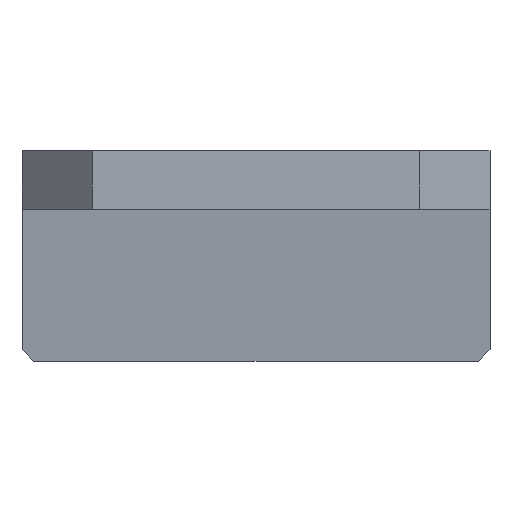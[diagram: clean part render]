
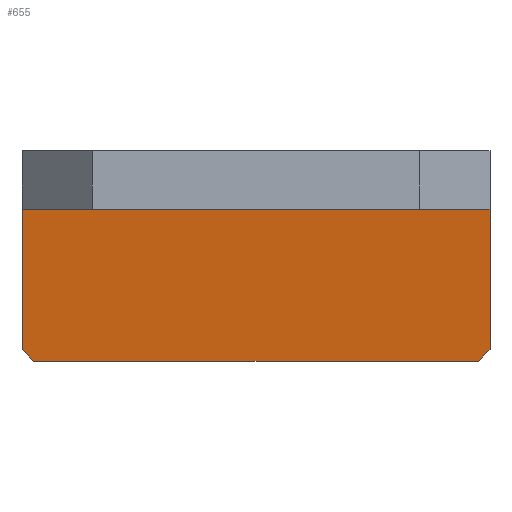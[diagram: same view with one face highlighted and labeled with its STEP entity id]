
A CAD part, left-side view. The second image highlights one B-rep face of the part: STEP entity #655.
In plain terms, the highlighted planar face has unit normal (-0.993, 0, -0.122).
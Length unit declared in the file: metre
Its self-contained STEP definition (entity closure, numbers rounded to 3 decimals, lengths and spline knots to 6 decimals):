
#393 = EDGE_CURVE( '', #1057, #1058, #1059, .T. );
#471 = EDGE_CURVE( '', #1189, #1190, #1191, .T. );
#609 = EDGE_CURVE( '', #1058, #1384, #1391, .T. );
#655 = ADVANCED_FACE( '', ( #1449 ), #1450, .T. );
#691 = EDGE_CURVE( '', #1050, #1384, #1494, .T. );
#761 = EDGE_CURVE( '', #1345, #1050, #1584, .T. );
#793 = EDGE_CURVE( '', #1452, #1057, #1624, .T. );
#863 = EDGE_CURVE( '', #1189, #1452, #1703, .T. );
#925 = EDGE_CURVE( '', #1190, #1345, #1777, .T. );
#1050 = VERTEX_POINT( '', #1923 );
#1057 = VERTEX_POINT( '', #1934 );
#1058 = VERTEX_POINT( '', #1935 );
#1059 = LINE( '', #1936, #1937 );
#1189 = VERTEX_POINT( '', #2128 );
#1190 = VERTEX_POINT( '', #2129 );
#1191 = LINE( '', #2130, #2131 );
#1345 = VERTEX_POINT( '', #2356 );
#1384 = VERTEX_POINT( '', #2417 );
#1391 = LINE( '', #2428, #2429 );
#1449 = FACE_OUTER_BOUND( '', #2516, .T. );
#1450 = PLANE( '', #2517 );
#1452 = VERTEX_POINT( '', #2520 );
#1494 = LINE( '', #2594, #2595 );
#1584 = LINE( '', #2729, #2730 );
#1624 = LINE( '', #2793, #2794 );
#1703 = LINE( '', #2924, #2925 );
#1777 = LINE( '', #3035, #3036 );
#1923 = CARTESIAN_POINT( '', ( 0.00574, 0.003785, 0.014986 ) );
#1934 = CARTESIAN_POINT( '', ( 0.006146, 0.004801, 0.011684 ) );
#1935 = CARTESIAN_POINT( '', ( 0.006115, 0.005055, 0.011938 ) );
#1936 = CARTESIAN_POINT( '', ( 0.006448, 0.002343, 0.009227 ) );
#1937 = VECTOR( '', #3185, 1. );
#2128 = CARTESIAN_POINT( '', ( 0.006115, -0.005105, 0.011938 ) );
#2129 = CARTESIAN_POINT( '', ( 0.00574, -0.005105, 0.014986 ) );
#2130 = CARTESIAN_POINT( '', ( 0.006146, -0.005105, 0.011684 ) );
#2131 = VECTOR( '', #3281, 1. );
#2356 = CARTESIAN_POINT( '', ( 0.00574, -0.003835, 0.014986 ) );
#2417 = CARTESIAN_POINT( '', ( 0.00574, 0.005055, 0.014986 ) );
#2428 = CARTESIAN_POINT( '', ( 0.006146, 0.005055, 0.011684 ) );
#2429 = VECTOR( '', #3512, 1. );
#2516 = EDGE_LOOP( '', ( #3597, #3598, #3599, #3600, #3601, #3602, #3603, #3604 ) );
#2517 = AXIS2_PLACEMENT_3D( '', #3605, #3606, #3607 );
#2520 = CARTESIAN_POINT( '', ( 0.006146, -0.004851, 0.011684 ) );
#2594 = CARTESIAN_POINT( '', ( 0.00574, 0.003785, 0.014986 ) );
#2595 = VECTOR( '', #3638, 1. );
#2729 = CARTESIAN_POINT( '', ( 0.00574, -0.003835, 0.014986 ) );
#2730 = VECTOR( '', #3763, 1. );
#2793 = CARTESIAN_POINT( '', ( 0.006146, -0.005105, 0.011684 ) );
#2794 = VECTOR( '', #3810, 1. );
#2924 = CARTESIAN_POINT( '', ( 0.006138, -0.004915, 0.011748 ) );
#2925 = VECTOR( '', #3910, 1. );
#3035 = CARTESIAN_POINT( '', ( 0.00574, -0.005105, 0.014986 ) );
#3036 = VECTOR( '', #4024, 1. );
#3185 = DIRECTION( '', ( -0.086, 0.704, 0.704 ) );
#3281 = DIRECTION( '', ( -0.122, 0., 0.993 ) );
#3512 = DIRECTION( '', ( -0.122, 0., 0.993 ) );
#3597 = ORIENTED_EDGE( '', *, *, #863, .F. );
#3598 = ORIENTED_EDGE( '', *, *, #471, .T. );
#3599 = ORIENTED_EDGE( '', *, *, #925, .T. );
#3600 = ORIENTED_EDGE( '', *, *, #761, .T. );
#3601 = ORIENTED_EDGE( '', *, *, #691, .T. );
#3602 = ORIENTED_EDGE( '', *, *, #609, .F. );
#3603 = ORIENTED_EDGE( '', *, *, #393, .F. );
#3604 = ORIENTED_EDGE( '', *, *, #793, .F. );
#3605 = CARTESIAN_POINT( '', ( 0.006146, -0.005105, 0.011684 ) );
#3606 = DIRECTION( '', ( -0.993, 0., -0.122 ) );
#3607 = DIRECTION( '', ( -0.122, 0., 0.993 ) );
#3638 = DIRECTION( '', ( 0., 1., 0. ) );
#3763 = DIRECTION( '', ( 0., 1., 0. ) );
#3810 = DIRECTION( '', ( 0., 1., 0. ) );
#3910 = DIRECTION( '', ( 0.086, 0.704, -0.704 ) );
#4024 = DIRECTION( '', ( 0., 1., 0. ) );
